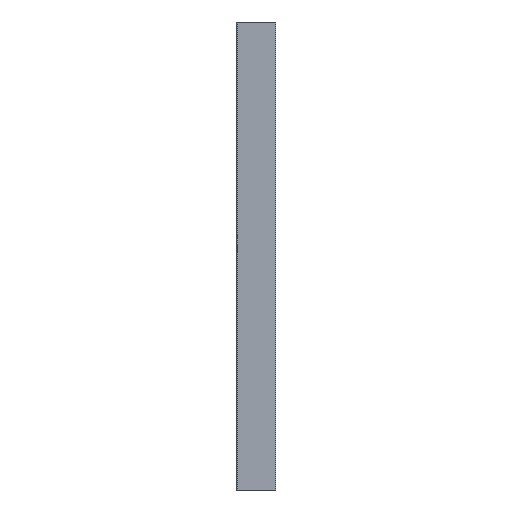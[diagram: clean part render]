
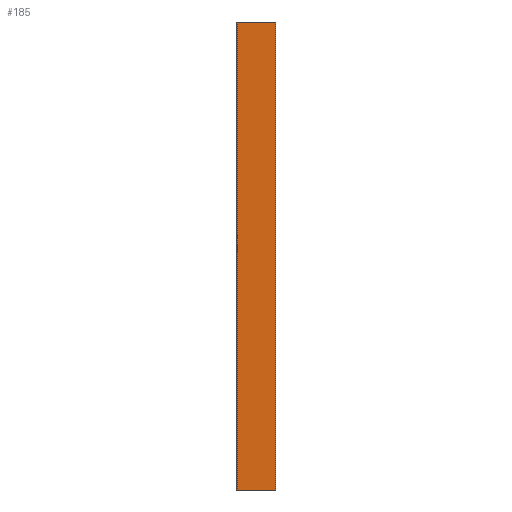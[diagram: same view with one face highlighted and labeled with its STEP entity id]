
A CAD part, front view. The second image highlights one B-rep face of the part: STEP entity #185.
In plain terms, the highlighted face is a extrusion surface.
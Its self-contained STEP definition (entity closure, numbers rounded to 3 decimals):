
#40=CARTESIAN_POINT('Vertex',(386.428,2.882,654.)) ;
#56=CARTESIAN_POINT('Vertex',(386.428,2.882,0.)) ;
#59=CARTESIAN_POINT('Line Origine',(386.428,2.882,327.)) ;
#122=CARTESIAN_POINT('Vertex',(440.127,1.079,654.)) ;
#125=CARTESIAN_POINT('Line Origine',(440.127,1.079,327.)) ;
#129=CARTESIAN_POINT('Vertex',(440.127,1.079,0.)) ;
#145=CARTESIAN_POINT('Control Point',(440.127,1.079,0.)) ;
#146=CARTESIAN_POINT('Control Point',(434.921,1.255,0.)) ;
#147=CARTESIAN_POINT('Control Point',(429.715,1.431,0.)) ;
#148=CARTESIAN_POINT('Control Point',(424.509,1.606,0.)) ;
#149=CARTESIAN_POINT('Control Point',(413.762,1.968,0.)) ;
#150=CARTESIAN_POINT('Control Point',(403.015,2.329,0.)) ;
#151=CARTESIAN_POINT('Control Point',(397.478,2.514,0.)) ;
#152=CARTESIAN_POINT('Control Point',(391.948,2.698,0.)) ;
#153=CARTESIAN_POINT('Control Point',(386.428,2.882,0.)) ;
#158=CARTESIAN_POINT('Control Point',(440.127,1.079,654.)) ;
#159=CARTESIAN_POINT('Control Point',(434.921,1.255,654.)) ;
#160=CARTESIAN_POINT('Control Point',(429.715,1.431,654.)) ;
#161=CARTESIAN_POINT('Control Point',(424.509,1.606,654.)) ;
#162=CARTESIAN_POINT('Control Point',(413.762,1.968,654.)) ;
#163=CARTESIAN_POINT('Control Point',(403.015,2.329,654.)) ;
#164=CARTESIAN_POINT('Control Point',(397.478,2.514,654.)) ;
#165=CARTESIAN_POINT('Control Point',(391.948,2.698,654.)) ;
#166=CARTESIAN_POINT('Control Point',(386.428,2.882,654.)) ;
#169=CARTESIAN_POINT('Control Point',(440.127,1.079,0.)) ;
#170=CARTESIAN_POINT('Control Point',(434.921,1.255,0.)) ;
#171=CARTESIAN_POINT('Control Point',(429.715,1.431,0.)) ;
#172=CARTESIAN_POINT('Control Point',(424.509,1.606,0.)) ;
#173=CARTESIAN_POINT('Control Point',(413.762,1.968,0.)) ;
#174=CARTESIAN_POINT('Control Point',(403.015,2.329,0.)) ;
#175=CARTESIAN_POINT('Control Point',(397.478,2.514,0.)) ;
#176=CARTESIAN_POINT('Control Point',(391.948,2.698,0.)) ;
#177=CARTESIAN_POINT('Control Point',(386.428,2.882,0.)) ;
#61=VECTOR('Line Direction',#60,1.) ;
#127=VECTOR('Line Direction',#126,1.) ;
#155=VECTOR('Extrusion Surface Vector',#154,1.) ;
#60=DIRECTION('Vector Direction',(0.,0.,1.)) ;
#126=DIRECTION('Vector Direction',(0.,0.,1.)) ;
#154=DIRECTION('Vector Direction',(0.,0.,1.)) ;
#62=LINE('Line',#59,#61) ;
#128=LINE('Line',#125,#127) ;
#63=EDGE_CURVE('',#57,#41,#62,.T.) ;
#131=EDGE_CURVE('',#130,#123,#128,.T.) ;
#167=EDGE_CURVE('',#123,#41,#157,.T.) ;
#178=EDGE_CURVE('',#130,#57,#168,.T.) ;
#180=ORIENTED_EDGE('',*,*,#167,.T.) ;
#181=ORIENTED_EDGE('',*,*,#63,.F.) ;
#182=ORIENTED_EDGE('',*,*,#178,.F.) ;
#183=ORIENTED_EDGE('',*,*,#131,.T.) ;
#179=EDGE_LOOP('',(#180,#181,#182,#183)) ;
#41=VERTEX_POINT('',#40) ;
#57=VERTEX_POINT('',#56) ;
#123=VERTEX_POINT('',#122) ;
#130=VERTEX_POINT('',#129) ;
#185=ADVANCED_FACE('PartBody',(#184),#156,.F.) ;
#144=B_SPLINE_CURVE_WITH_KNOTS('',5,(#145,#146,#147,#148,#149,#150,#151,#152,#153),.UNSPECIFIED.,.F.,.U.,(6,3,6),(0.,26.025,53.729),.UNSPECIFIED.) ;
#157=B_SPLINE_CURVE_WITH_KNOTS('',5,(#158,#159,#160,#161,#162,#163,#164,#165,#166),.UNSPECIFIED.,.F.,.U.,(6,3,6),(500079.66,500105.704,500133.427),.UNSPECIFIED.) ;
#168=B_SPLINE_CURVE_WITH_KNOTS('',5,(#169,#170,#171,#172,#173,#174,#175,#176,#177),.UNSPECIFIED.,.F.,.U.,(6,3,6),(500079.66,500105.704,500133.427),.UNSPECIFIED.) ;
#184=FACE_OUTER_BOUND('',#179,.T.) ;
#156=SURFACE_OF_LINEAR_EXTRUSION('generated tabulated cylinder',#144,#155) ;
